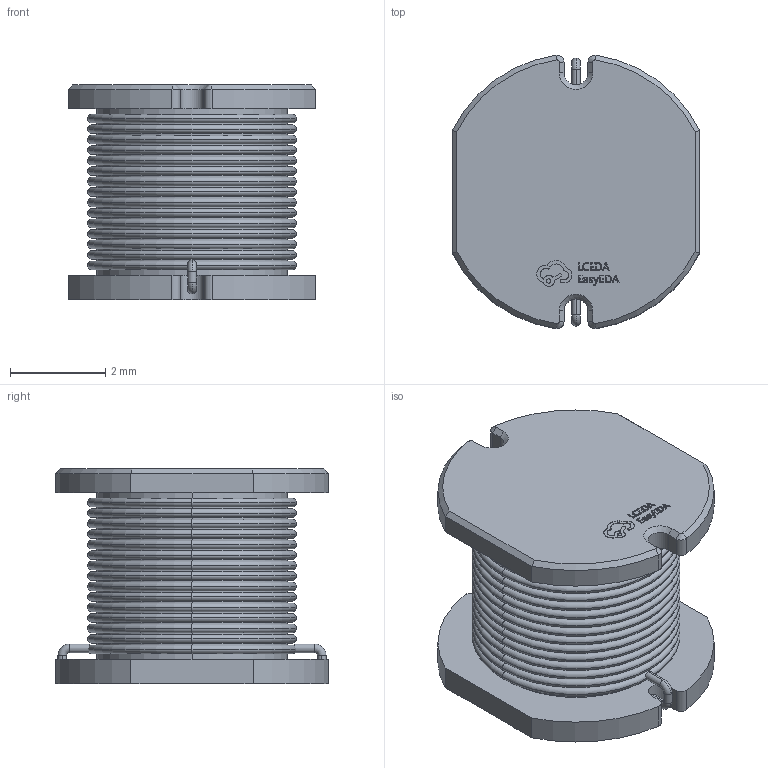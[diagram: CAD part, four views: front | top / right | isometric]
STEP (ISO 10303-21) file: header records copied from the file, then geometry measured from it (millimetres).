
FILE_DESCRIPTION (( 'STEP AP214' ), '1' );
FILE_NAME ('IND-SMD_L5.8-W5.2-H4.5_SLF05XX.step', '2024-10-14T01:59:58', ( '' ), ( '' ), 'SwSTEP 2.0', 'SolidWorks 2021', '' );
FILE_SCHEMA (( 'AUTOMOTIVE_DESIGN' ));
Length unit declared in the file: millimetre
Products named in the file (1): IND-SMD_L5.8-W5.2-H4.5_SLF05XX
Bounding box: 5.2 x 5.74 x 4.52 mm (x, y, z)
Volume: 73.9 mm3; surface area: 250.5 mm2
Topology: 16 solids, 16 shells, 364 faces, 933 edges, 594 vertices
Faces by surface type: plane 154, bspline 98, torus 68, cylinder 34, cone 10
Entity records: 15856 total; most frequent: CARTESIAN_POINT 3330, ORIENTED_EDGE 1866, DIRECTION 1469, EDGE_CURVE 933, VERTEX_POINT 594, LINE 515, VECTOR 515, AXIS2_PLACEMENT_3D 477
